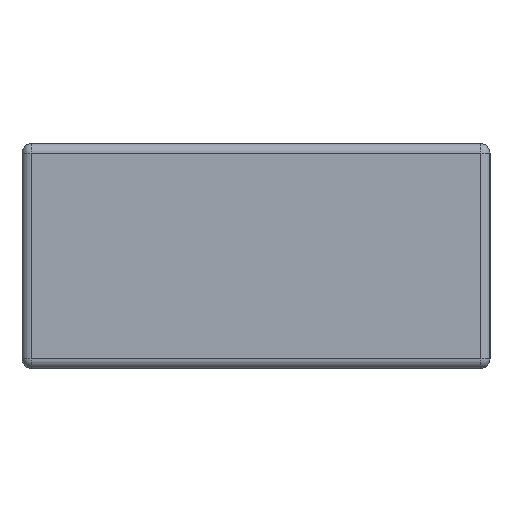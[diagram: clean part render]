
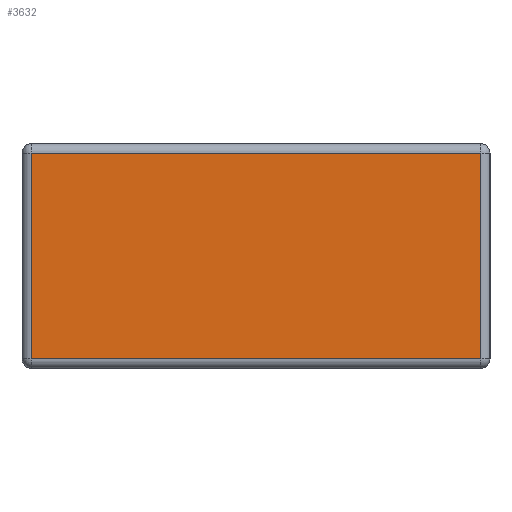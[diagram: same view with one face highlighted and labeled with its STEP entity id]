
A CAD part, left-side view. The second image highlights one B-rep face of the part: STEP entity #3632.
In plain terms, the highlighted planar face has unit normal (-1, 0, 0).
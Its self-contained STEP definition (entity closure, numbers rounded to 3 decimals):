
#110 = VERTEX_POINT ( 'NONE', #2310 ) ;
#371 = LINE ( 'NONE', #3934, #1059 ) ;
#641 = EDGE_CURVE ( 'NONE', #110, #5464, #3813, .T. ) ;
#657 = ORIENTED_EDGE ( 'NONE', *, *, #5397, .T. ) ;
#685 = CARTESIAN_POINT ( 'NONE',  ( 0., 0.025, 0.6 ) ) ;
#1059 = VECTOR ( 'NONE', #2078, 1000. ) ;
#1250 = CARTESIAN_POINT ( 'NONE',  ( 0., 0.025, 0.025 ) ) ;
#1650 = AXIS2_PLACEMENT_3D ( 'NONE', #5013, #5395, #3640 ) ;
#1700 = EDGE_CURVE ( 'NONE', #4729, #110, #4676, .T. ) ;
#2078 = DIRECTION ( 'NONE',  ( 0., -1., 0. ) ) ;
#2257 = CARTESIAN_POINT ( 'NONE',  ( 0., 0., 0.575 ) ) ;
#2303 = EDGE_CURVE ( 'NONE', #5464, #4122, #5209, .T. ) ;
#2310 = CARTESIAN_POINT ( 'NONE',  ( 0., 0.025, 0.575 ) ) ;
#2593 = ORIENTED_EDGE ( 'NONE', *, *, #1700, .T. ) ;
#2643 = VECTOR ( 'NONE', #5574, 1000. ) ;
#2822 = EDGE_LOOP ( 'NONE', ( #5252, #5116, #657, #2593 ) ) ;
#3235 = FACE_OUTER_BOUND ( 'NONE', #2822, .T. ) ;
#3632 = ADVANCED_FACE ( 'NONE', ( #3235 ), #4933, .F. ) ;
#3640 = DIRECTION ( 'NONE',  ( 0., 0., -1. ) ) ;
#3813 = LINE ( 'NONE', #2257, #4969 ) ;
#3814 = DIRECTION ( 'NONE',  ( 0., 0., -1. ) ) ;
#3934 = CARTESIAN_POINT ( 'NONE',  ( 0., 0., 0.025 ) ) ;
#3955 = CARTESIAN_POINT ( 'NONE',  ( 0., 1.225, 0.025 ) ) ;
#4111 = CARTESIAN_POINT ( 'NONE',  ( 0., 1.225, 0.575 ) ) ;
#4122 = VERTEX_POINT ( 'NONE', #3955 ) ;
#4381 = DIRECTION ( 'NONE',  ( 0., 1., 0. ) ) ;
#4676 = LINE ( 'NONE', #685, #2643 ) ;
#4729 = VERTEX_POINT ( 'NONE', #1250 ) ;
#4933 = PLANE ( 'NONE',  #1650 ) ;
#4969 = VECTOR ( 'NONE', #4381, 1000. ) ;
#5013 = CARTESIAN_POINT ( 'NONE',  ( 0., 0., 0.6 ) ) ;
#5116 = ORIENTED_EDGE ( 'NONE', *, *, #2303, .T. ) ;
#5209 = LINE ( 'NONE', #5532, #5601 ) ;
#5252 = ORIENTED_EDGE ( 'NONE', *, *, #641, .T. ) ;
#5395 = DIRECTION ( 'NONE',  ( 1., 0., 0. ) ) ;
#5397 = EDGE_CURVE ( 'NONE', #4122, #4729, #371, .T. ) ;
#5464 = VERTEX_POINT ( 'NONE', #4111 ) ;
#5532 = CARTESIAN_POINT ( 'NONE',  ( 0., 1.225, 0.6 ) ) ;
#5574 = DIRECTION ( 'NONE',  ( 0., 0., 1. ) ) ;
#5601 = VECTOR ( 'NONE', #3814, 1000. ) ;
